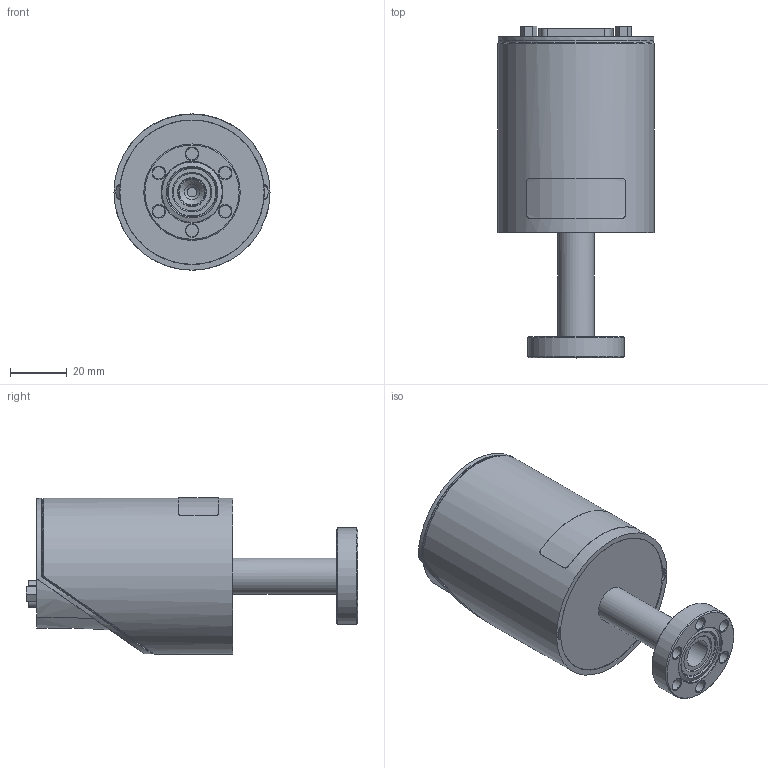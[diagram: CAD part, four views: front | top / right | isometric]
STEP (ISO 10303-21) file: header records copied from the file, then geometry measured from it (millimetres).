
FILE_DESCRIPTION((''),'2;1');
FILE_NAME('CCR36x 16 CF-R.stp','2007-05-15T14:34:30',('BEM'),(''),'Autodesk Inventor 11','Autodesk Inventor 11','');
FILE_SCHEMA(('AUTOMOTIVE_DESIGN { 1 0 10303 214 1 1 1 1 }'));
Length unit declared in the file: millimetre
Products named in the file (1): Bauteil42
Bounding box: 55 x 117 x 55.1 mm (x, y, z)
Volume: 82210.9 mm3; surface area: 80903.8 mm2
Topology: 1 solids, 18 shells, 1989 faces, 5262 edges, 3455 vertices
Faces by surface type: plane 1267, cylinder 321, bspline 248, cone 118, torus 20, sphere 15
Full cylindrical faces by diameter (mm): 0.254 x1, 0.3 x3, 0.5 x10, 0.508 x1, 0.762 x12, 0.8 x15, 1.013 x1, 1.016 x8, 1.027 x1, 1.3 x2, 1.5 x2, 2.3 x2, 2.6 x3, 2.8 x3, 2.845 x2, 2.9 x3, 3 x2, 3.2 x5, 3.242 x1, 3.3 x4, 3.4 x3, 4 x3, 4.3 x2, 4.5 x2, 5.4 x1, 6 x1, 6.6 x3, 6.7 x1, 7 x2, 9.6 x1
Entity records: 67603 total; most frequent: CARTESIAN_POINT 20855, ORIENTED_EDGE 9890, DIRECTION 8779, EDGE_CURVE 4945, VERTEX_POINT 3384, VECTOR 3139, LINE 3139, AXIS2_PLACEMENT_3D 2820
